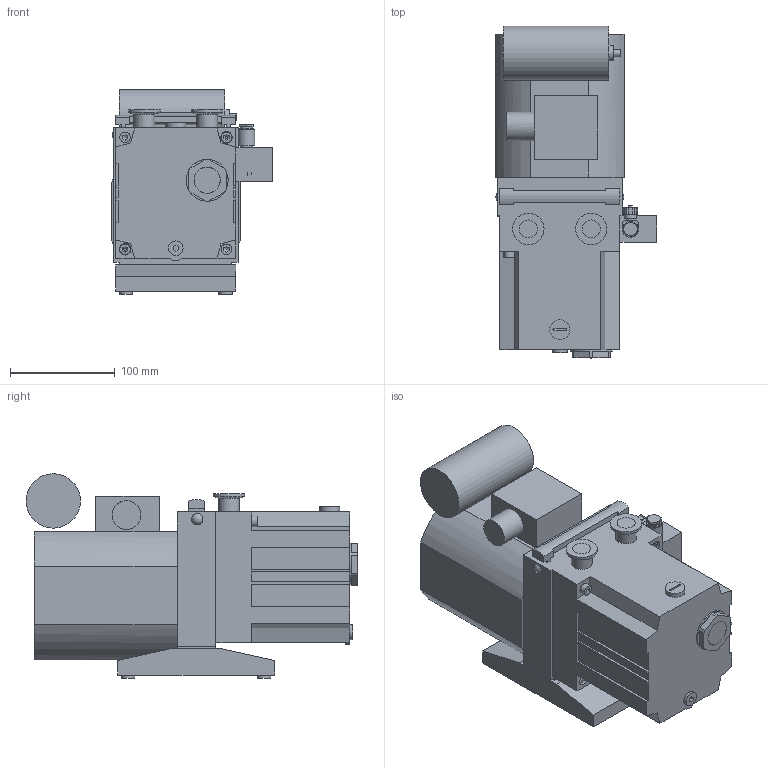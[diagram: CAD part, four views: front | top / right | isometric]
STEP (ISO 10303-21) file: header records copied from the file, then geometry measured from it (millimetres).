
FILE_DESCRIPTION((''),'2;1');
FILE_NAME('PK900425.stp','2010-05-12T14:34:26',('wangorsch-v'),(''),'Autodesk Inventor 2009','Autodesk Inventor 2009','');
FILE_SCHEMA(('CONFIG_CONTROL_DESIGN'));
Length unit declared in the file: millimetre
Products named in the file (1): PK900425
Bounding box: 154 x 317.2 x 195.5 mm (x, y, z)
Volume: 4892613.1 mm3; surface area: 249563.5 mm2
Topology: 12 solids, 12 shells, 360 faces, 883 edges, 589 vertices
Faces by surface type: plane 249, cylinder 67, cone 21, bspline 19, torus 2, sphere 2
Full cylindrical faces by diameter (mm): 4 x1, 4.917 x2, 5.5 x2, 6 x3, 7 x1, 7.782 x1, 10 x4, 10.5 x1, 11 x1, 11.256 x1, 11.7 x3, 12.475 x4, 14 x2, 14.4 x1, 17.2 x2, 19 x1, 20 x2, 27.5 x1, 30 x2, 40 x1, 52 x1
Entity records: 10807 total; most frequent: CARTESIAN_POINT 2282, ORIENTED_EDGE 1594, DIRECTION 1586, EDGE_CURVE 797, VERTEX_POINT 561, AXIS2_PLACEMENT_3D 531, VECTOR 524, LINE 524
